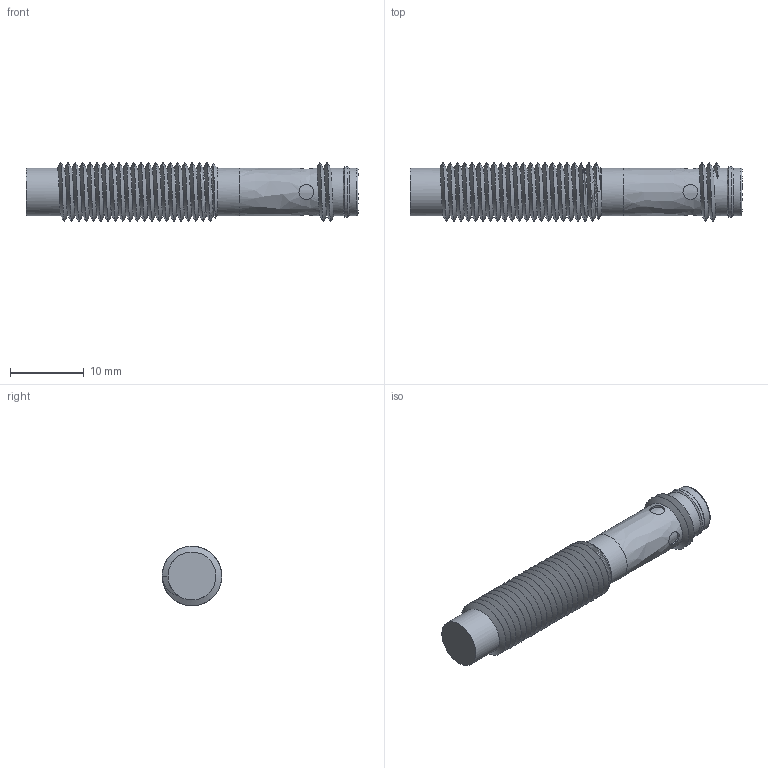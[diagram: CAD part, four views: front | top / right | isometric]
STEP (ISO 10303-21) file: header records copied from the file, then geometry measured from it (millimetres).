
FILE_DESCRIPTION( ('This file contains a STEP AP42 implementation' ,'as created by ZW3D STEP Interface translator.') ,'2;1' );
FILE_NAME( 'ECS2-0804X-XCS3.stp' ,'20 522.181013', (''), ('ZWCAD Software Co.'), 'Version 1.0', 'ZW3D to STEP translator', '' );
FILE_SCHEMA(('AUTOMOTIVE_DESIGN'));
Length unit declared in the file: millimetre
Products named in the file (2): 0; ECS2-0804X-XCS3
Bounding box: 45 x 8.06 x 8.06 mm (x, y, z)
Volume: 1591.8 mm3; surface area: 1661.8 mm2
Topology: 1 solids, 1 shells, 64 faces, 151 edges, 94 vertices
Faces by surface type: bspline 64
Entity records: 3795 total; most frequent: CARTESIAN_POINT 2869, ORIENTED_EDGE 296, EDGE_CURVE 148, VERTEX_POINT 94, EDGE_LOOP 72, B_SPLINE_CURVE_WITH_KNOTS 70, FACE_OUTER_BOUND 64, ADVANCED_FACE 64
